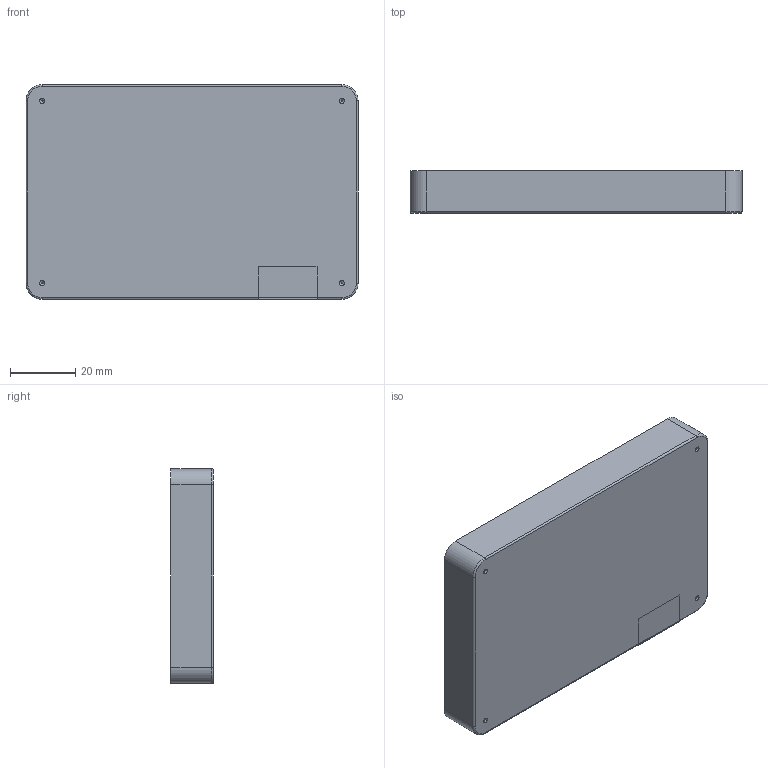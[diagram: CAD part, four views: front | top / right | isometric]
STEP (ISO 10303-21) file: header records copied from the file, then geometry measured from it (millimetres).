
FILE_DESCRIPTION(/* description */ (''),/* implementation_level */ '2;1');
FILE_NAME(/* name */ 'Macropad Case.step',/* time_stamp */ '2025-11-12T21:11:15+11:00',/* author */ (''),/* organization */ (''),/* preprocessor_version */ 'ST-DEVELOPER v20.1',/* originating_system */ 'Autodesk Translation Framework v14.21.0.0',/* authorisation */ '');
FILE_SCHEMA (('AUTOMOTIVE_DESIGN { 1 0 10303 214 3 1 1 }'));
Length unit declared in the file: millimetre
Products named in the file (1): 2025-11-10-09-52-10-748
Bounding box: 102 x 13 x 66 mm (x, y, z)
Volume: 49014.6 mm3; surface area: 20790.3 mm2
Topology: 2 solids, 2 shells, 75 faces, 167 edges, 96 vertices
Faces by surface type: cylinder 35, plane 24, torus 8, sphere 4, bspline 4
Full cylindrical faces by diameter (mm): 0.6 x4, 3.4 x4
Entity records: 2185 total; most frequent: CARTESIAN_POINT 451, DIRECTION 387, ORIENTED_EDGE 326, EDGE_CURVE 163, AXIS2_PLACEMENT_3D 152, VERTEX_POINT 96, EDGE_LOOP 87, LINE 83
